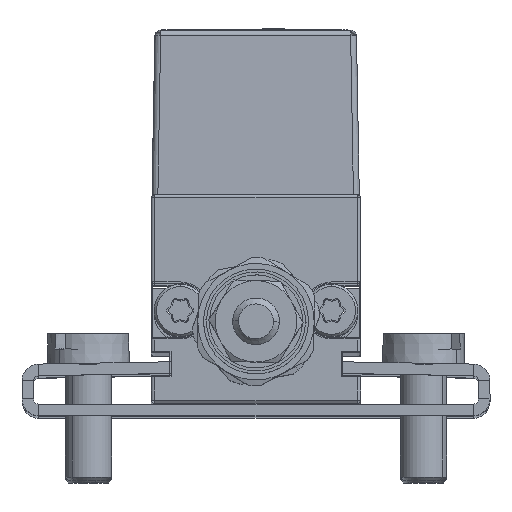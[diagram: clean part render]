
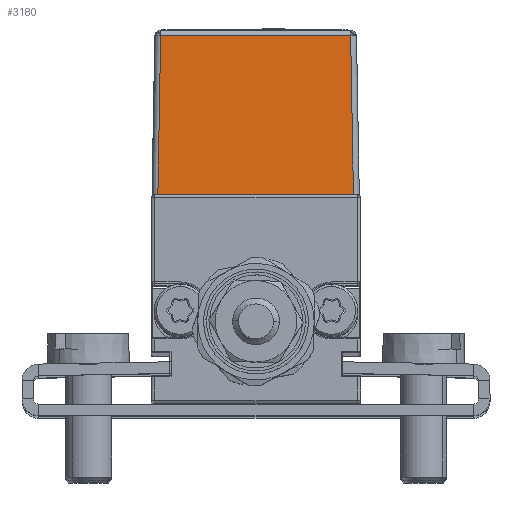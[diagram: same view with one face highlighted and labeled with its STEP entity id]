
A CAD part, top view. The second image highlights one B-rep face of the part: STEP entity #3180.
In plain terms, the highlighted planar face has unit normal (0, 0.018, 1).
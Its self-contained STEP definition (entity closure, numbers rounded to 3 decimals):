
#1965 = VECTOR ( 'NONE', #20952, 1000. ) ;
#1984 = VECTOR ( 'NONE', #21045, 1000. ) ;
#1990 = VECTOR ( 'NONE', #21076, 1000. ) ;
#2032 = VECTOR ( 'NONE', #21208, 1000. ) ;
#3180 = ADVANCED_FACE ( 'NONE', ( #27589 ), #27590, .T. ) ;
#4929 = EDGE_CURVE ( 'NONE', #12592, #12490, #20949, .T. ) ;
#4963 = EDGE_CURVE ( 'NONE', #30480, #30408, #21043, .T. ) ;
#4976 = EDGE_CURVE ( 'NONE', #30408, #12592, #21074, .T. ) ;
#5045 = EDGE_CURVE ( 'NONE', #12490, #30480, #21200, .T. ) ;
#5326 = CARTESIAN_POINT ( 'NONE',  ( -8.426, 18., 182.784 ) ) ;
#5498 = CARTESIAN_POINT ( 'NONE',  ( -8.189, 31.583, 182.547 ) ) ;
#11945 = CARTESIAN_POINT ( 'NONE',  ( 8.129, 31.583, 182.547 ) ) ;
#12017 = CARTESIAN_POINT ( 'NONE',  ( 8.366, 18., 182.784 ) ) ;
#12490 = VERTEX_POINT ( 'NONE', #5326 ) ;
#12592 = VERTEX_POINT ( 'NONE', #5498 ) ;
#12772 = ORIENTED_EDGE ( 'NONE', *, *, #4963, .T. ) ;
#12773 = ORIENTED_EDGE ( 'NONE', *, *, #4976, .T. ) ;
#12774 = ORIENTED_EDGE ( 'NONE', *, *, #4929, .T. ) ;
#12775 = ORIENTED_EDGE ( 'NONE', *, *, #5045, .T. ) ;
#20949 = LINE ( 'NONE', #20951, #1965 ) ;
#20951 = CARTESIAN_POINT ( 'NONE',  ( -8.426, 17.991, 182.784 ) ) ;
#20952 = DIRECTION ( 'NONE',  ( -0.017, -1., 0.017 ) ) ;
#21043 = LINE ( 'NONE', #21044, #1984 ) ;
#21044 = CARTESIAN_POINT ( 'NONE',  ( 8.36, 18.302, 182.779 ) ) ;
#21045 = DIRECTION ( 'NONE',  ( -0.017, 1., -0.017 ) ) ;
#21074 = LINE ( 'NONE', #21075, #1990 ) ;
#21075 = CARTESIAN_POINT ( 'NONE',  ( -8.929, 31.583, 182.547 ) ) ;
#21076 = DIRECTION ( 'NONE',  ( -1., 0., 0. ) ) ;
#21200 = LINE ( 'NONE', #21207, #2032 ) ;
#21207 = CARTESIAN_POINT ( 'NONE',  ( -8.929, 18., 182.784 ) ) ;
#21208 = DIRECTION ( 'NONE',  ( 1., 0., 0. ) ) ;
#23644 = EDGE_LOOP ( 'NONE', ( #12772, #12773, #12774, #12775 ) ) ;
#27096 = AXIS2_PLACEMENT_3D ( 'NONE', #27600, #27601, #27602 ) ;
#27589 = FACE_OUTER_BOUND ( 'NONE', #23644, .T. ) ;
#27590 = PLANE ( 'NONE',  #27096 ) ;
#27600 = CARTESIAN_POINT ( 'NONE',  ( -8.929, 18., 182.784 ) ) ;
#27601 = DIRECTION ( 'NONE',  ( 0., 0.017, 1. ) ) ;
#27602 = DIRECTION ( 'NONE',  ( 0., -1., 0.017 ) ) ;
#30408 = VERTEX_POINT ( 'NONE', #11945 ) ;
#30480 = VERTEX_POINT ( 'NONE', #12017 ) ;
